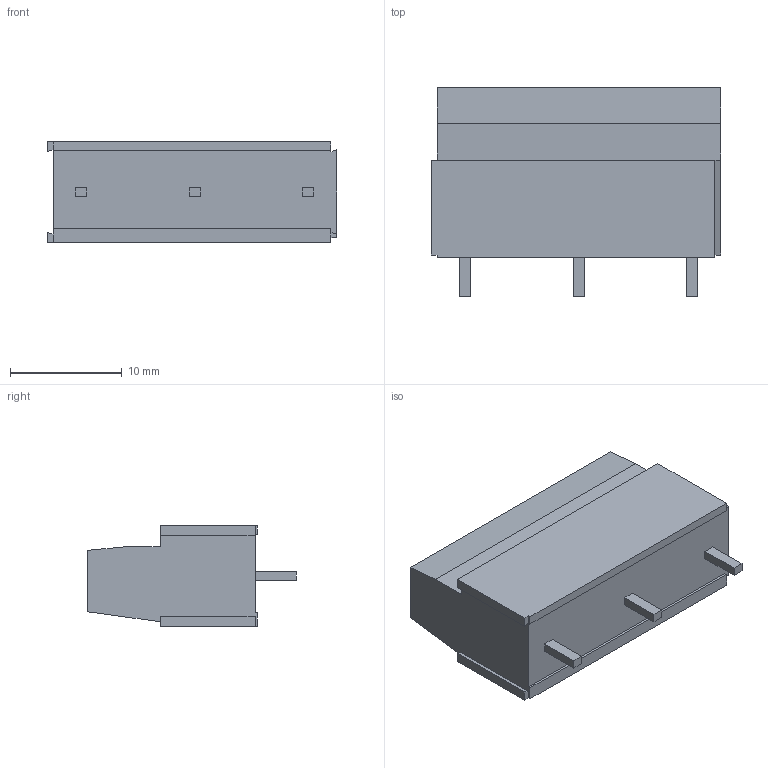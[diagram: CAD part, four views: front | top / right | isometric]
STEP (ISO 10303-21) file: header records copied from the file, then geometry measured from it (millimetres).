
FILE_DESCRIPTION((''),'2;1');
FILE_NAME('C-282843-3','2008-08-29T',('workeradm'),('Tyco Electronics Corporation'),'PRO/ENGINEER BY PARAMETRIC TECHNOLOGY CORPORATION, 2005450','PRO/ENGINEER BY PARAMETRIC TECHNOLOGY CORPORATION, 2005450','');
FILE_SCHEMA(('CONFIG_CONTROL_DESIGN', 'GEOMETRIC_VALIDATION_PROPERTIES_MIM'));
Length unit declared in the file: millimetre
Products named in the file (1): C-282843-3
Bounding box: 25.9 x 18.7 x 9 mm (x, y, z)
Volume: 2824.3 mm3; surface area: 1672.7 mm2
Topology: 1 solids, 1 shells, 93 faces, 233 edges, 155 vertices
Faces by surface type: plane 83, cylinder 10
Entity records: 2880 total; most frequent: CARTESIAN_POINT 482, ORIENTED_EDGE 466, DIRECTION 451, EDGE_CURVE 233, VECTOR 201, LINE 201, VERTEX_POINT 155, AXIS2_PLACEMENT_3D 125
